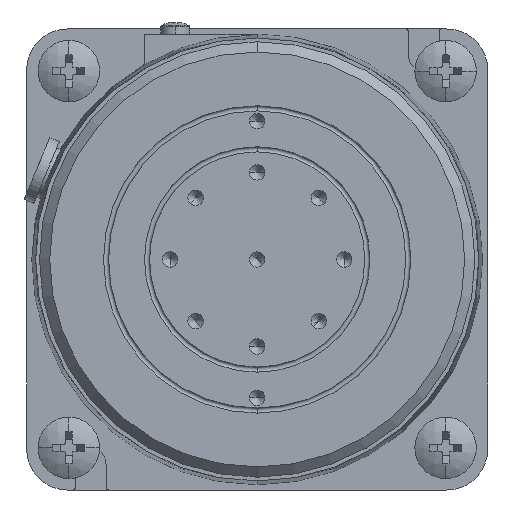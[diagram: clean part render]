
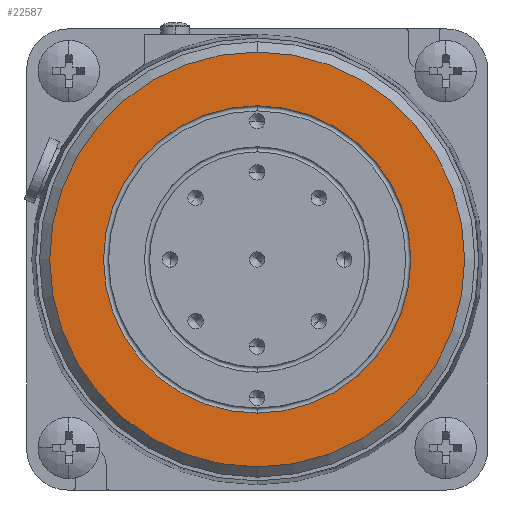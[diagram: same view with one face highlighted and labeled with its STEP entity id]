
A CAD part, left-side view. The second image highlights one B-rep face of the part: STEP entity #22587.
In plain terms, the highlighted planar face has unit normal (-1, 0, 0).
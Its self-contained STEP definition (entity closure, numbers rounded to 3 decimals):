
#345 = DIRECTION ( 'NONE',  ( -1., 0., 0. ) ) ;
#1178 = AXIS2_PLACEMENT_3D ( 'NONE', #21983, #2484, #11168 ) ;
#1841 = DIRECTION ( 'NONE',  ( -1., 0., 0. ) ) ;
#1926 = PLANE ( 'NONE',  #8412 ) ;
#2484 = DIRECTION ( 'NONE',  ( -1., 0., 0. ) ) ;
#2913 = VERTEX_POINT ( 'NONE', #23352 ) ;
#3748 = ORIENTED_EDGE ( 'NONE', *, *, #26797, .F. ) ;
#4472 = EDGE_CURVE ( 'NONE', #2913, #5811, #9773, .T. ) ;
#5811 = VERTEX_POINT ( 'NONE', #24479 ) ;
#6969 = VERTEX_POINT ( 'NONE', #12095 ) ;
#7055 = AXIS2_PLACEMENT_3D ( 'NONE', #21330, #1841, #10518 ) ;
#7669 = CIRCLE ( 'NONE', #23585, 30. ) ;
#8412 = AXIS2_PLACEMENT_3D ( 'NONE', #10604, #19283, #28013 ) ;
#8913 = CARTESIAN_POINT ( 'NONE',  ( 2533.792, -775.157, 30. ) ) ;
#9007 = DIRECTION ( 'NONE',  ( 0., 0., 1. ) ) ;
#9773 = CIRCLE ( 'NONE', #7055, 40.5 ) ;
#10518 = DIRECTION ( 'NONE',  ( 0., 0., 1. ) ) ;
#10604 = CARTESIAN_POINT ( 'NONE',  ( 2533.792, -745.157, 0. ) ) ;
#11168 = DIRECTION ( 'NONE',  ( 0., 0., 1. ) ) ;
#11597 = EDGE_CURVE ( 'NONE', #20681, #6969, #7669, .T. ) ;
#12095 = CARTESIAN_POINT ( 'NONE',  ( 2533.792, -775.157, -30. ) ) ;
#12218 = AXIS2_PLACEMENT_3D ( 'NONE', #25740, #12752, #21426 ) ;
#12713 = EDGE_LOOP ( 'NONE', ( #13069, #26928 ) ) ;
#12737 = FACE_OUTER_BOUND ( 'NONE', #12713, .T. ) ;
#12752 = DIRECTION ( 'NONE',  ( -1., 0., 0. ) ) ;
#13069 = ORIENTED_EDGE ( 'NONE', *, *, #4472, .T. ) ;
#13443 = CIRCLE ( 'NONE', #1178, 30. ) ;
#19283 = DIRECTION ( 'NONE',  ( -1., 0., 0. ) ) ;
#19828 = CARTESIAN_POINT ( 'NONE',  ( 2533.792, -775.157, 0. ) ) ;
#20681 = VERTEX_POINT ( 'NONE', #8913 ) ;
#21330 = CARTESIAN_POINT ( 'NONE',  ( 2533.792, -775.157, 0. ) ) ;
#21411 = FACE_BOUND ( 'NONE', #23642, .T. ) ;
#21426 = DIRECTION ( 'NONE',  ( 0., 0., 1. ) ) ;
#21983 = CARTESIAN_POINT ( 'NONE',  ( 2533.792, -775.157, 0. ) ) ;
#22587 = ADVANCED_FACE ( 'NONE', ( #12737, #21411 ), #1926, .T. ) ;
#23352 = CARTESIAN_POINT ( 'NONE',  ( 2533.792, -775.157, -40.5 ) ) ;
#23585 = AXIS2_PLACEMENT_3D ( 'NONE', #19828, #345, #9007 ) ;
#23642 = EDGE_LOOP ( 'NONE', ( #24599, #3748 ) ) ;
#24479 = CARTESIAN_POINT ( 'NONE',  ( 2533.792, -775.157, 40.5 ) ) ;
#24508 = CIRCLE ( 'NONE', #12218, 40.5 ) ;
#24599 = ORIENTED_EDGE ( 'NONE', *, *, #11597, .F. ) ;
#25740 = CARTESIAN_POINT ( 'NONE',  ( 2533.792, -775.157, 0. ) ) ;
#26797 = EDGE_CURVE ( 'NONE', #6969, #20681, #13443, .T. ) ;
#26928 = ORIENTED_EDGE ( 'NONE', *, *, #27971, .T. ) ;
#27971 = EDGE_CURVE ( 'NONE', #5811, #2913, #24508, .T. ) ;
#28013 = DIRECTION ( 'NONE',  ( 0., 0., 1. ) ) ;
